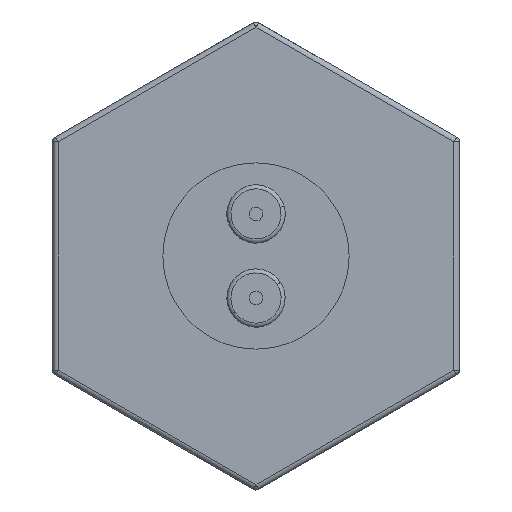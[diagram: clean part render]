
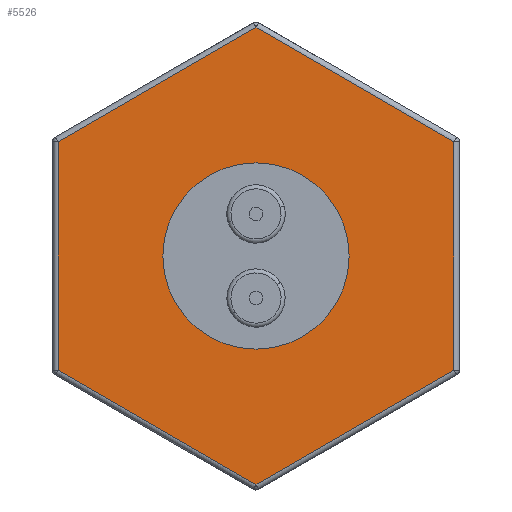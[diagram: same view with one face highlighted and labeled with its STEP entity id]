
A CAD part, front view. The second image highlights one B-rep face of the part: STEP entity #5526.
In plain terms, the highlighted planar face has unit normal (0, -1, 0).
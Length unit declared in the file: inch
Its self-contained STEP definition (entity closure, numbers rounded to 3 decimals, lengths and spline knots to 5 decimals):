
#242 = CIRCLE ( 'NONE', #7833, 0.3435 ) ;
#576 = FACE_OUTER_BOUND ( 'NONE', #5248, .T. ) ;
#597 = FACE_BOUND ( 'NONE', #5286, .T. ) ;
#1105 = AXIS2_PLACEMENT_3D ( 'NONE', #7012, #7013, #7014 ) ;
#1901 = CARTESIAN_POINT ( 'NONE',  ( 0.3435, -0.405, 0. ) ) ;
#1906 = PLANE ( 'NONE',  #4057 ) ;
#1908 = DIRECTION ( 'NONE',  ( 0., 1., 0. ) ) ;
#1909 = DIRECTION ( 'NONE',  ( 0., 0., 1. ) ) ;
#2116 = CARTESIAN_POINT ( 'NONE',  ( 0., -0.405, 0.84293 ) ) ;
#2143 = CARTESIAN_POINT ( 'NONE',  ( 0.73, -0.405, -0.42147 ) ) ;
#2259 = CARTESIAN_POINT ( 'NONE',  ( -0.73, -0.405, -0.42147 ) ) ;
#2630 = CARTESIAN_POINT ( 'NONE',  ( 0., -0.405, 0. ) ) ;
#2631 = DIRECTION ( 'NONE',  ( 0., 1., 0. ) ) ;
#2632 = DIRECTION ( 'NONE',  ( 0., 0., 1. ) ) ;
#2723 = CARTESIAN_POINT ( 'NONE',  ( 0., -0.405, 0.3435 ) ) ;
#2771 = CARTESIAN_POINT ( 'NONE',  ( 0., -0.405, -0.3435 ) ) ;
#2781 = CARTESIAN_POINT ( 'NONE',  ( 0.73, -0.405, 0.42147 ) ) ;
#3054 = VECTOR ( 'NONE', #7041, 39.37008 ) ;
#3056 = VECTOR ( 'NONE', #7039, 39.37008 ) ;
#3057 = LINE ( 'NONE', #7040, #3054 ) ;
#3058 = VECTOR ( 'NONE', #7037, 39.37008 ) ;
#3059 = LINE ( 'NONE', #7038, #3056 ) ;
#3060 = VECTOR ( 'NONE', #7035, 39.37008 ) ;
#3061 = LINE ( 'NONE', #7036, #3058 ) ;
#3062 = VECTOR ( 'NONE', #7029, 39.37008 ) ;
#3063 = LINE ( 'NONE', #7034, #3060 ) ;
#3065 = VECTOR ( 'NONE', #7015, 39.37008 ) ;
#3066 = LINE ( 'NONE', #7030, #3062 ) ;
#3068 = LINE ( 'NONE', #7025, #3065 ) ;
#3073 = CIRCLE ( 'NONE', #1105, 0.3435 ) ;
#4057 = AXIS2_PLACEMENT_3D ( 'NONE', #1901, #1908, #1909 ) ;
#4280 = EDGE_CURVE ( 'NONE', #7870, #7947, #3073, .T. ) ;
#4285 = EDGE_CURVE ( 'NONE', #7959, #5705, #3068, .T. ) ;
#4287 = EDGE_CURVE ( 'NONE', #5848, #7959, #3066, .T. ) ;
#4288 = EDGE_CURVE ( 'NONE', #8464, #5848, #3063, .T. ) ;
#4289 = EDGE_CURVE ( 'NONE', #6470, #8464, #3061, .T. ) ;
#4290 = EDGE_CURVE ( 'NONE', #8471, #6470, #3059, .T. ) ;
#4291 = EDGE_CURVE ( 'NONE', #5705, #8471, #3057, .T. ) ;
#5248 = EDGE_LOOP ( 'NONE', ( #8320, #8321, #8322, #8323, #8324, #8325 ) ) ;
#5286 = EDGE_LOOP ( 'NONE', ( #8326, #8327 ) ) ;
#5526 = ADVANCED_FACE ( 'NONE', ( #576, #597 ), #1906, .F. ) ;
#5705 = VERTEX_POINT ( 'NONE', #2116 ) ;
#5848 = VERTEX_POINT ( 'NONE', #2143 ) ;
#6470 = VERTEX_POINT ( 'NONE', #2259 ) ;
#6669 = EDGE_CURVE ( 'NONE', #7947, #7870, #242, .T. ) ;
#7012 = CARTESIAN_POINT ( 'NONE',  ( 0., -0.405, 0. ) ) ;
#7013 = DIRECTION ( 'NONE',  ( 0., 1., 0. ) ) ;
#7014 = DIRECTION ( 'NONE',  ( 0., 0., 1. ) ) ;
#7015 = DIRECTION ( 'NONE',  ( -0.866, 0., 0.5 ) ) ;
#7025 = CARTESIAN_POINT ( 'NONE',  ( -0.76, -0.405, 1.28172 ) ) ;
#7029 = DIRECTION ( 'NONE',  ( 0., 0., 1. ) ) ;
#7030 = CARTESIAN_POINT ( 'NONE',  ( 0.73, -0.405, 0. ) ) ;
#7034 = CARTESIAN_POINT ( 'NONE',  ( -0.76, -0.405, -1.28172 ) ) ;
#7035 = DIRECTION ( 'NONE',  ( 0.866, 0., 0.5 ) ) ;
#7036 = CARTESIAN_POINT ( 'NONE',  ( -1.49, -0.405, 0.01732 ) ) ;
#7037 = DIRECTION ( 'NONE',  ( 0.866, 0., -0.5 ) ) ;
#7038 = CARTESIAN_POINT ( 'NONE',  ( -0.73, -0.405, 0. ) ) ;
#7039 = DIRECTION ( 'NONE',  ( 0., 0., -1. ) ) ;
#7040 = CARTESIAN_POINT ( 'NONE',  ( -1.49, -0.405, -0.01732 ) ) ;
#7041 = DIRECTION ( 'NONE',  ( -0.866, 0., -0.5 ) ) ;
#7288 = CARTESIAN_POINT ( 'NONE',  ( 0., -0.405, -0.84293 ) ) ;
#7295 = CARTESIAN_POINT ( 'NONE',  ( -0.73, -0.405, 0.42147 ) ) ;
#7833 = AXIS2_PLACEMENT_3D ( 'NONE', #2630, #2631, #2632 ) ;
#7870 = VERTEX_POINT ( 'NONE', #2723 ) ;
#7947 = VERTEX_POINT ( 'NONE', #2771 ) ;
#7959 = VERTEX_POINT ( 'NONE', #2781 ) ;
#8320 = ORIENTED_EDGE ( 'NONE', *, *, #4291, .T. ) ;
#8321 = ORIENTED_EDGE ( 'NONE', *, *, #4290, .T. ) ;
#8322 = ORIENTED_EDGE ( 'NONE', *, *, #4289, .T. ) ;
#8323 = ORIENTED_EDGE ( 'NONE', *, *, #4288, .T. ) ;
#8324 = ORIENTED_EDGE ( 'NONE', *, *, #4287, .T. ) ;
#8325 = ORIENTED_EDGE ( 'NONE', *, *, #4285, .T. ) ;
#8326 = ORIENTED_EDGE ( 'NONE', *, *, #4280, .T. ) ;
#8327 = ORIENTED_EDGE ( 'NONE', *, *, #6669, .T. ) ;
#8464 = VERTEX_POINT ( 'NONE', #7288 ) ;
#8471 = VERTEX_POINT ( 'NONE', #7295 ) ;
